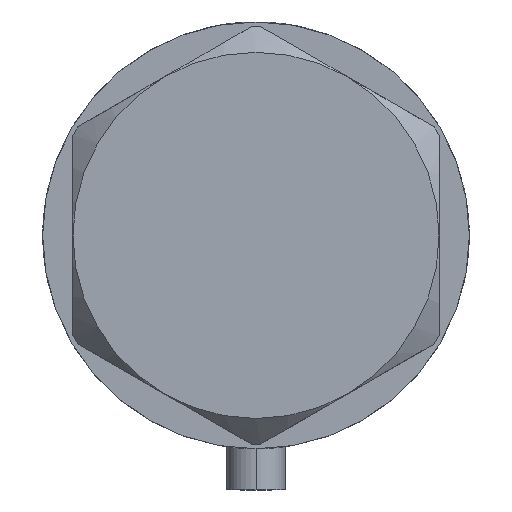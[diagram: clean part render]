
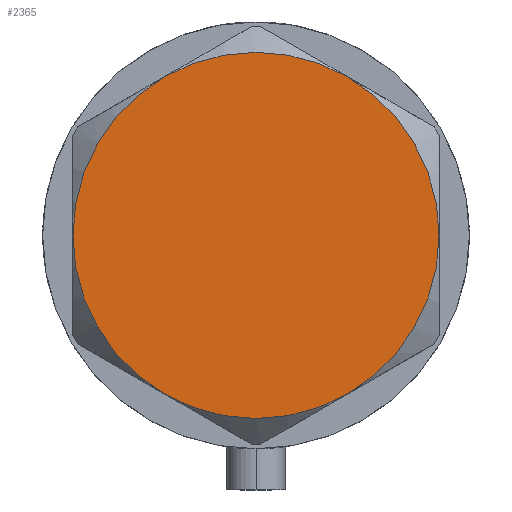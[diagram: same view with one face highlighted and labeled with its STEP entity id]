
A CAD part, left-side view. The second image highlights one B-rep face of the part: STEP entity #2365.
In plain terms, the highlighted face is planar.
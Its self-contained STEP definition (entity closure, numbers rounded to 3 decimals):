
#45 = CARTESIAN_POINT ( 'NONE',  ( 0., 0., 13. ) ) ;
#85 = DIRECTION ( 'NONE',  ( 1., 0., 0. ) ) ;
#167 = CIRCLE ( 'NONE', #2515, 37.75 ) ;
#372 = CARTESIAN_POINT ( 'NONE',  ( 0., 0., 13. ) ) ;
#488 = EDGE_CURVE ( 'NONE', #2046, #2670, #3380, .T. ) ;
#564 = EDGE_CURVE ( 'NONE', #2670, #2186, #3920, .T. ) ;
#647 = CARTESIAN_POINT ( 'NONE',  ( 0., 0., 13. ) ) ;
#649 = CIRCLE ( 'NONE', #2829, 37.75 ) ;
#703 = CARTESIAN_POINT ( 'NONE',  ( 37.75, 0., 13. ) ) ;
#829 = ORIENTED_EDGE ( 'NONE', *, *, #488, .T. ) ;
#886 = AXIS2_PLACEMENT_3D ( 'NONE', #45, #3449, #85 ) ;
#1032 = AXIS2_PLACEMENT_3D ( 'NONE', #1068, #1113, #4840 ) ;
#1068 = CARTESIAN_POINT ( 'NONE',  ( 0., 0., 13. ) ) ;
#1113 = DIRECTION ( 'NONE',  ( 0., 0., 1. ) ) ;
#1191 = CIRCLE ( 'NONE', #4246, 37.75 ) ;
#1359 = DIRECTION ( 'NONE',  ( 1., 0., 0. ) ) ;
#1591 = CARTESIAN_POINT ( 'NONE',  ( 18.875, -32.692, 13. ) ) ;
#1772 = VERTEX_POINT ( 'NONE', #3181 ) ;
#1788 = DIRECTION ( 'NONE',  ( 0., 0., 1. ) ) ;
#1796 = CARTESIAN_POINT ( 'NONE',  ( -37.75, 0., 13. ) ) ;
#1812 = CARTESIAN_POINT ( 'NONE',  ( 0., 0., 13. ) ) ;
#1856 = ORIENTED_EDGE ( 'NONE', *, *, #3847, .T. ) ;
#2046 = VERTEX_POINT ( 'NONE', #2883 ) ;
#2186 = VERTEX_POINT ( 'NONE', #3150 ) ;
#2260 = DIRECTION ( 'NONE',  ( 1., 0., 0. ) ) ;
#2336 = EDGE_CURVE ( 'NONE', #1772, #2046, #1191, .T. ) ;
#2351 = ORIENTED_EDGE ( 'NONE', *, *, #2336, .T. ) ;
#2365 = ADVANCED_FACE ( 'NONE', ( #4713 ), #3211, .T. ) ;
#2387 = EDGE_CURVE ( 'NONE', #3688, #3603, #167, .T. ) ;
#2504 = CARTESIAN_POINT ( 'NONE',  ( 0., 0., 13. ) ) ;
#2515 = AXIS2_PLACEMENT_3D ( 'NONE', #2504, #1788, #4740 ) ;
#2657 = ORIENTED_EDGE ( 'NONE', *, *, #564, .T. ) ;
#2670 = VERTEX_POINT ( 'NONE', #1796 ) ;
#2702 = ORIENTED_EDGE ( 'NONE', *, *, #3515, .T. ) ;
#2829 = AXIS2_PLACEMENT_3D ( 'NONE', #3387, #4517, #2260 ) ;
#2883 = CARTESIAN_POINT ( 'NONE',  ( -18.875, 32.692, 13. ) ) ;
#3150 = CARTESIAN_POINT ( 'NONE',  ( -18.875, -32.692, 13. ) ) ;
#3181 = CARTESIAN_POINT ( 'NONE',  ( 18.875, 32.692, 13. ) ) ;
#3182 = DIRECTION ( 'NONE',  ( 0., 0., 1. ) ) ;
#3211 = PLANE ( 'NONE',  #4628 ) ;
#3241 = DIRECTION ( 'NONE',  ( 1., 0., 0. ) ) ;
#3322 = DIRECTION ( 'NONE',  ( 0., 0., 1. ) ) ;
#3380 = CIRCLE ( 'NONE', #1032, 37.75 ) ;
#3387 = CARTESIAN_POINT ( 'NONE',  ( 0., 0., 13. ) ) ;
#3449 = DIRECTION ( 'NONE',  ( 0., 0., 1. ) ) ;
#3455 = EDGE_LOOP ( 'NONE', ( #4731, #2702, #2351, #829, #2657, #1856 ) ) ;
#3515 = EDGE_CURVE ( 'NONE', #3603, #1772, #649, .T. ) ;
#3603 = VERTEX_POINT ( 'NONE', #703 ) ;
#3688 = VERTEX_POINT ( 'NONE', #1591 ) ;
#3847 = EDGE_CURVE ( 'NONE', #2186, #3688, #4186, .T. ) ;
#3920 = CIRCLE ( 'NONE', #4792, 37.75 ) ;
#4186 = CIRCLE ( 'NONE', #886, 37.75 ) ;
#4246 = AXIS2_PLACEMENT_3D ( 'NONE', #1812, #4347, #3241 ) ;
#4347 = DIRECTION ( 'NONE',  ( 0., 0., 1. ) ) ;
#4365 = DIRECTION ( 'NONE',  ( 1., 0., 0. ) ) ;
#4517 = DIRECTION ( 'NONE',  ( 0., 0., 1. ) ) ;
#4628 = AXIS2_PLACEMENT_3D ( 'NONE', #647, #3182, #1359 ) ;
#4713 = FACE_OUTER_BOUND ( 'NONE', #3455, .T. ) ;
#4731 = ORIENTED_EDGE ( 'NONE', *, *, #2387, .T. ) ;
#4740 = DIRECTION ( 'NONE',  ( 1., 0., 0. ) ) ;
#4792 = AXIS2_PLACEMENT_3D ( 'NONE', #372, #3322, #4365 ) ;
#4840 = DIRECTION ( 'NONE',  ( 1., 0., 0. ) ) ;
